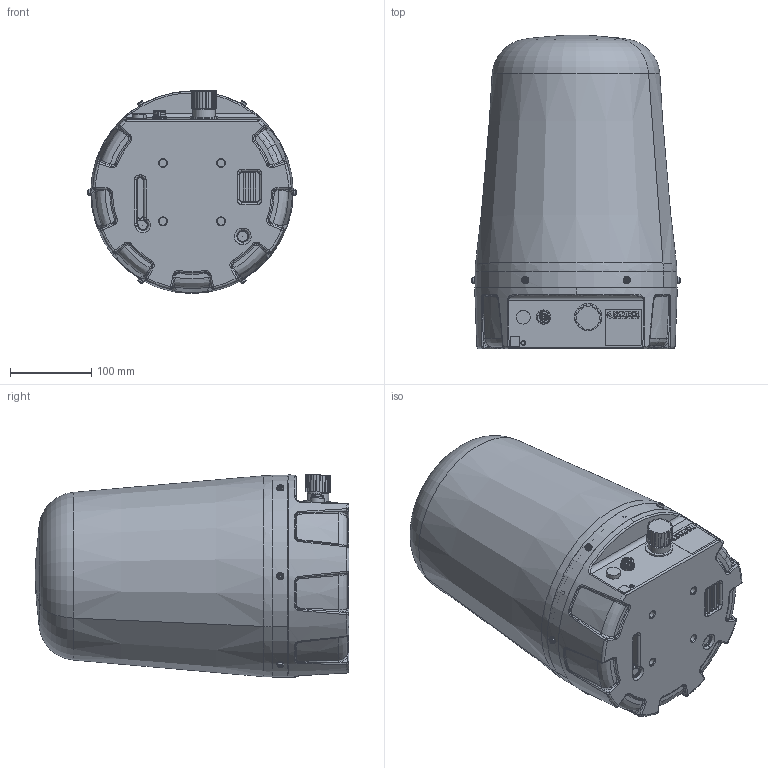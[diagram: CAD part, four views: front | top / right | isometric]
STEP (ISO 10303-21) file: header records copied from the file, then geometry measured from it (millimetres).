
FILE_DESCRIPTION (( 'STEP AP214' ), '1' );
FILE_NAME ('CTS350-X 3D Model.STEP', '2018-04-17T08:27:28', ( 'Navtech' ), ( '' ), 'SwSTEP 2.0', 'SolidWorks 2018', '' );
FILE_SCHEMA (( 'AUTOMOTIVE_DESIGN' ));
Length unit declared in the file: millimetre
Products named in the file (10): SUB0136 - CDR Internal Power Cable V3_1_A; MCE0063; CTS350-X 3D Model; PolyVent Goretex Plug ; WAS0018 - M4 Plain Washer A4 SS; SCR0174 - M4 x 8 TapTite A4 SS Torx; MCE0058 - CDR Dish Radome V1.4.A; MIS0173 - Earth Point Label; MIS0165 - Serial Number Label Silver 45x45mm; SUB0139 - CDR Internal Ethernet Loom V2_0_A
Assembly tree (19 placements, depth 2):
  CTS350-X 3D Model
    MCE0063
    SUB0136 - CDR Internal Power Cable V3_1_A
    SUB0139 - CDR Internal Ethernet Loom V2_0_A
    MIS0165 - Serial Number Label Silver 45x45mm
    MIS0173 - Earth Point Label
    MCE0058 - CDR Dish Radome V1.4.A
    SCR0174 - M4 x 8 TapTite A4 SS Torx  x6
    WAS0018 - M4 Plain Washer A4 SS  x6
    PolyVent Goretex Plug 
Bounding box: 257 x 387.01 x 250.53 mm (x, y, z)
Volume: 365965 mm3; surface area: 686681.4 mm2
Topology: 36 solids, 58 shells, 1593 faces, 3891 edges, 2431 vertices
Faces by surface type: plane 547, cylinder 499, bspline 398, cone 122, torus 23, sphere 4
Entity records: 66887 total; most frequent: CARTESIAN_POINT 32570, ORIENTED_EDGE 6606, DIRECTION 4794, EDGE_CURVE 3306, VERTEX_POINT 2071, AXIS2_PLACEMENT_3D 1764, EDGE_LOOP 1455, FACE_OUTER_BOUND 1378
